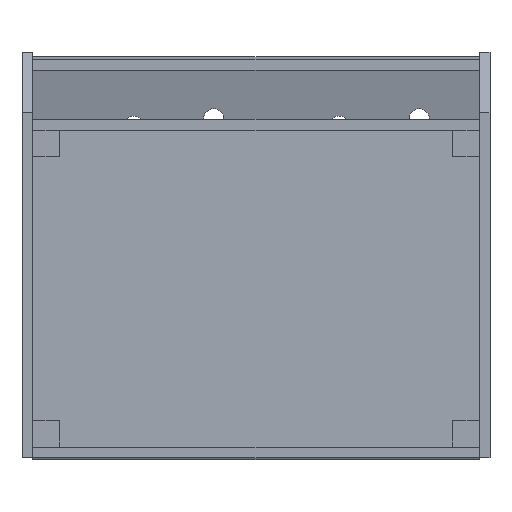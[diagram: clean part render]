
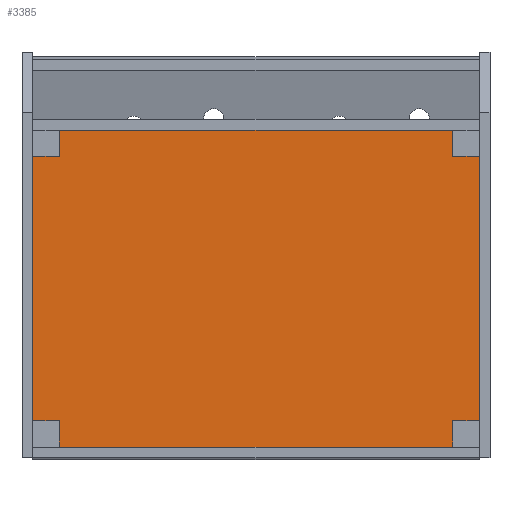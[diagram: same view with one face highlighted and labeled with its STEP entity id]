
A CAD part, front view. The second image highlights one B-rep face of the part: STEP entity #3385.
In plain terms, the highlighted planar face has unit normal (0, -1, 0).
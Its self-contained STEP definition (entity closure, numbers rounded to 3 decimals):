
#457=FACE_OUTER_BOUND('',#656,.T.);
#656=EDGE_LOOP('',(#2790,#2791,#2792,#2793));
#1018=LINE('',#5546,#1389);
#1022=LINE('',#5554,#1393);
#1025=LINE('',#5560,#1396);
#1028=LINE('',#5565,#1399);
#1389=VECTOR('',#4555,10.);
#1393=VECTOR('',#4561,10.);
#1396=VECTOR('',#4566,10.);
#1399=VECTOR('',#4571,10.);
#1689=VERTEX_POINT('',#5544);
#1690=VERTEX_POINT('',#5545);
#1693=VERTEX_POINT('',#5553);
#1695=VERTEX_POINT('',#5559);
#2068=EDGE_CURVE('',#1689,#1690,#1018,.T.);
#2072=EDGE_CURVE('',#1690,#1693,#1022,.T.);
#2075=EDGE_CURVE('',#1693,#1695,#1025,.T.);
#2078=EDGE_CURVE('',#1695,#1689,#1028,.T.);
#2790=ORIENTED_EDGE('',*,*,#2078,.T.);
#2791=ORIENTED_EDGE('',*,*,#2068,.T.);
#2792=ORIENTED_EDGE('',*,*,#2072,.T.);
#2793=ORIENTED_EDGE('',*,*,#2075,.T.);
#3219=PLANE('',#3862);
#3385=ADVANCED_FACE('',(#457),#3219,.F.);
#3862=AXIS2_PLACEMENT_3D('',#5568,#4575,#4576);
#4555=DIRECTION('',(0.,0.,1.));
#4561=DIRECTION('',(-1.,0.,0.));
#4566=DIRECTION('',(0.,0.,-1.));
#4571=DIRECTION('',(1.,0.,0.));
#4575=DIRECTION('center_axis',(0.,1.,0.));
#4576=DIRECTION('ref_axis',(1.,0.,0.));
#5544=CARTESIAN_POINT('',(784.796,-29.,-418.81));
#5545=CARTESIAN_POINT('',(784.796,-29.,49.94));
#5546=CARTESIAN_POINT('',(784.796,-29.,-51.872));
#5553=CARTESIAN_POINT('',(124.696,-29.,49.94));
#5554=CARTESIAN_POINT('',(281.721,-29.,49.94));
#5559=CARTESIAN_POINT('',(124.696,-29.,-418.81));
#5560=CARTESIAN_POINT('',(124.696,-29.,-307.497));
#5565=CARTESIAN_POINT('',(627.771,-29.,-418.81));
#5568=CARTESIAN_POINT('Origin',(454.746,-29.,-179.685));
